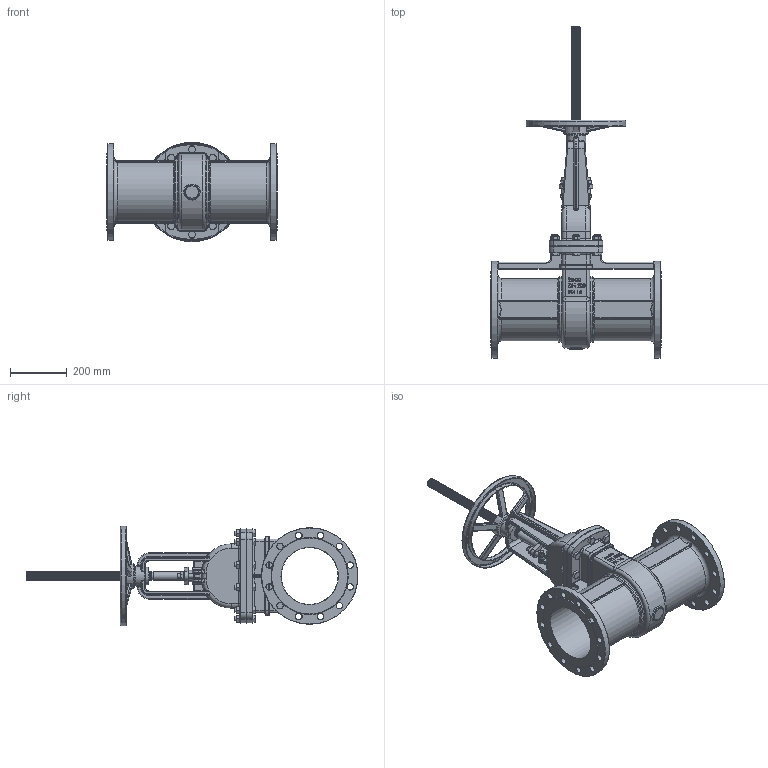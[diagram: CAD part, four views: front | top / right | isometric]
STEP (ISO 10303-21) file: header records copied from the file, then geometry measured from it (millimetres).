
FILE_DESCRIPTION (( 'STEP AP214' ), '1' );
FILE_NAME ('FLAS-800-F1 Absperrschieber mit Flansch 1908.STEP', '2019-08-08T08:54:16', ( '' ), ( '' ), 'SwSTEP 2.0', 'SolidWorks 2016', '' );
FILE_SCHEMA (( 'AUTOMOTIVE_DESIGN' ));
Length unit declared in the file: millimetre
Products named in the file (1): FLAS-800-F1 Absperrschieber mit Flansch 1908
Bounding box: 600 x 1168 x 350 mm (x, y, z)
Volume: 17949114.4 mm3; surface area: 1905242.6 mm2
Topology: 1 solids, 2 shells, 2000 faces, 4730 edges, 2820 vertices
Faces by surface type: plane 549, bspline 502, cylinder 423, torus 265, cone 241, sphere 20
Full cylindrical faces by diameter (mm): 15.01 x4, 16 x24, 17 x2, 21 x20, 22 x24, 25.02 x1, 26 x12, 30 x1, 32 x1, 40 x1, 41 x1, 63 x2, 70 x1, 86 x1, 200 x1, 230 x2, 340 x2
Entity records: 124485 total; most frequent: CARTESIAN_POINT 75237, ORIENTED_EDGE 8810, DIRECTION 7498, EDGE_CURVE 4405, AXIS2_PLACEMENT_3D 3044, VERTEX_POINT 2756, EDGE_LOOP 2445, FACE_OUTER_BOUND 2181
